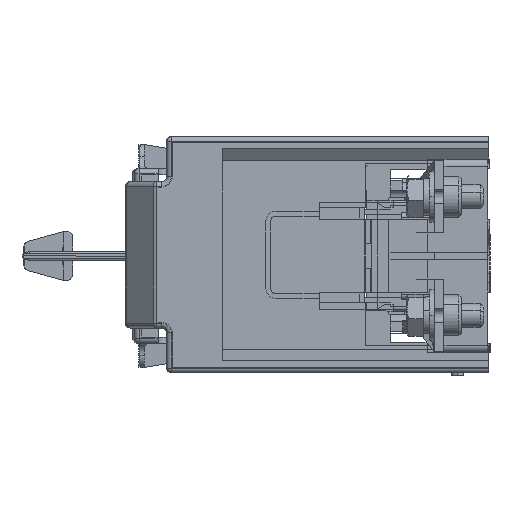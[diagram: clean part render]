
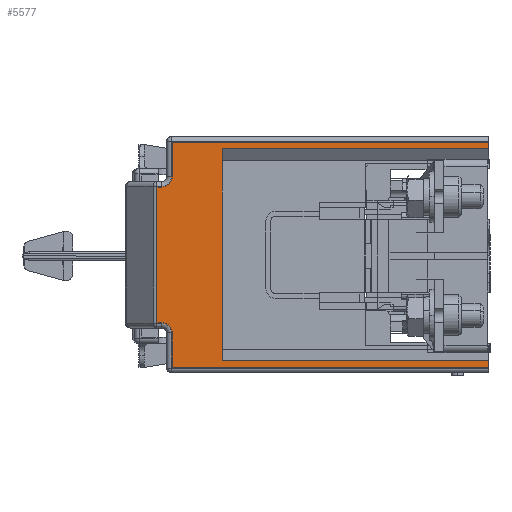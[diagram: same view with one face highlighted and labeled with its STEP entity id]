
A CAD part, left-side view. The second image highlights one B-rep face of the part: STEP entity #5577.
In plain terms, the highlighted planar face has unit normal (-1, 0, 0).
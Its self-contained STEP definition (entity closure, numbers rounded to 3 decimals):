
#1212 = VECTOR ( 'NONE', #85327, 1000. ) ;
#1791 = DIRECTION ( 'NONE',  ( -1., 0., 0. ) ) ;
#2113 = CARTESIAN_POINT ( 'NONE',  ( -63.348, 134.5, 12.25 ) ) ;
#2657 = DIRECTION ( 'NONE',  ( 0., 1., 0. ) ) ;
#3246 = CARTESIAN_POINT ( 'NONE',  ( -63.348, 132.5, 12.25 ) ) ;
#3410 = ORIENTED_EDGE ( 'NONE', *, *, #15897, .T. ) ;
#3558 = ORIENTED_EDGE ( 'NONE', *, *, #82214, .T. ) ;
#5577 = ADVANCED_FACE ( 'NONE', ( #44382 ), #43126, .T. ) ;
#6214 = CARTESIAN_POINT ( 'NONE',  ( -63.348, -0.5, -6.25 ) ) ;
#6529 = EDGE_CURVE ( 'NONE', #7198, #103047, #81746, .T. ) ;
#7198 = VERTEX_POINT ( 'NONE', #123065 ) ;
#10764 = LINE ( 'NONE', #54962, #94589 ) ;
#12043 = LINE ( 'NONE', #3246, #92439 ) ;
#13923 = VERTEX_POINT ( 'NONE', #40228 ) ;
#15897 = EDGE_CURVE ( 'NONE', #95149, #90176, #93437, .T. ) ;
#17540 = VERTEX_POINT ( 'NONE', #59289 ) ;
#20544 = EDGE_LOOP ( 'NONE', ( #51336, #60983, #107294, #47309, #52722, #22129, #30925, #99066, #3410, #27891, #63761, #3558, #135915, #41254 ) ) ;
#21089 = LINE ( 'NONE', #86017, #101484 ) ;
#22129 = ORIENTED_EDGE ( 'NONE', *, *, #36923, .T. ) ;
#22189 = EDGE_CURVE ( 'NONE', #31708, #47832, #56014, .T. ) ;
#22332 = CARTESIAN_POINT ( 'NONE',  ( -63.348, -0.5, 89.25 ) ) ;
#25287 = DIRECTION ( 'NONE',  ( 0., -1., 0. ) ) ;
#27891 = ORIENTED_EDGE ( 'NONE', *, *, #30122, .T. ) ;
#30122 = EDGE_CURVE ( 'NONE', #90176, #103047, #12043, .T. ) ;
#30925 = ORIENTED_EDGE ( 'NONE', *, *, #132389, .F. ) ;
#31052 = DIRECTION ( 'NONE',  ( -1., 0., 0. ) ) ;
#31580 = DIRECTION ( 'NONE',  ( 0., 0., -1. ) ) ;
#31708 = VERTEX_POINT ( 'NONE', #38006 ) ;
#32468 = EDGE_CURVE ( 'NONE', #59424, #95149, #73782, .T. ) ;
#33329 = DIRECTION ( 'NONE',  ( 0., 0., -1. ) ) ;
#35170 = EDGE_CURVE ( 'NONE', #75574, #13923, #61491, .T. ) ;
#36923 = EDGE_CURVE ( 'NONE', #57360, #47386, #73593, .T. ) ;
#37515 = CARTESIAN_POINT ( 'NONE',  ( -63.348, 137.5, 68.75 ) ) ;
#38006 = CARTESIAN_POINT ( 'NONE',  ( -63.348, -0.5, 87.25 ) ) ;
#38521 = CARTESIAN_POINT ( 'NONE',  ( -63.348, 136.672, 12.25 ) ) ;
#40228 = CARTESIAN_POINT ( 'NONE',  ( -63.348, -0.5, -3.25 ) ) ;
#40323 = DIRECTION ( 'NONE',  ( 0., -1., 0. ) ) ;
#41254 = ORIENTED_EDGE ( 'NONE', *, *, #132692, .F. ) ;
#41351 = VERTEX_POINT ( 'NONE', #6214 ) ;
#43126 = PLANE ( 'NONE',  #54726 ) ;
#43555 = CARTESIAN_POINT ( 'NONE',  ( -63.348, 136.672, 68.75 ) ) ;
#44382 = FACE_OUTER_BOUND ( 'NONE', #20544, .T. ) ;
#44592 = VECTOR ( 'NONE', #127223, 1000. ) ;
#44755 = VECTOR ( 'NONE', #135785, 1000. ) ;
#47309 = ORIENTED_EDGE ( 'NONE', *, *, #22189, .F. ) ;
#47386 = VERTEX_POINT ( 'NONE', #107927 ) ;
#47832 = VERTEX_POINT ( 'NONE', #96272 ) ;
#47954 = VERTEX_POINT ( 'NONE', #119694 ) ;
#50341 = VECTOR ( 'NONE', #2657, 1000. ) ;
#51336 = ORIENTED_EDGE ( 'NONE', *, *, #35170, .F. ) ;
#52722 = ORIENTED_EDGE ( 'NONE', *, *, #77512, .T. ) ;
#53626 = VECTOR ( 'NONE', #104479, 1000. ) ;
#54447 = LINE ( 'NONE', #22332, #138132 ) ;
#54726 = AXIS2_PLACEMENT_3D ( 'NONE', #119527, #130469, #65099 ) ;
#54962 = CARTESIAN_POINT ( 'NONE',  ( -63.348, 130.5, -8.25 ) ) ;
#56014 = LINE ( 'NONE', #117876, #1212 ) ;
#57360 = VERTEX_POINT ( 'NONE', #135116 ) ;
#57498 = CARTESIAN_POINT ( 'NONE',  ( -63.348, 134.5, 68.75 ) ) ;
#59289 = CARTESIAN_POINT ( 'NONE',  ( -63.348, 130.5, -6.25 ) ) ;
#59424 = VERTEX_POINT ( 'NONE', #57498 ) ;
#60497 = CARTESIAN_POINT ( 'NONE',  ( -63.348, -0.5, -6.25 ) ) ;
#60983 = ORIENTED_EDGE ( 'NONE', *, *, #82112, .F. ) ;
#61491 = LINE ( 'NONE', #94714, #141708 ) ;
#63761 = ORIENTED_EDGE ( 'NONE', *, *, #6529, .F. ) ;
#65099 = DIRECTION ( 'NONE',  ( 0., 0., 1. ) ) ;
#67379 = CARTESIAN_POINT ( 'NONE',  ( -63.348, 134.5, 72.75 ) ) ;
#67460 = CARTESIAN_POINT ( 'NONE',  ( -63.348, 109.5, -3.25 ) ) ;
#67784 = CARTESIAN_POINT ( 'NONE',  ( -63.348, -0.5, 84.25 ) ) ;
#68901 = AXIS2_PLACEMENT_3D ( 'NONE', #67379, #1791, #78331 ) ;
#69220 = CARTESIAN_POINT ( 'NONE',  ( -63.348, 132.5, 87.25 ) ) ;
#73548 = CARTESIAN_POINT ( 'NONE',  ( -63.348, 136.672, 70.75 ) ) ;
#73593 = LINE ( 'NONE', #94269, #44592 ) ;
#73782 = LINE ( 'NONE', #37515, #44755 ) ;
#74031 = LINE ( 'NONE', #69220, #135471 ) ;
#75574 = VERTEX_POINT ( 'NONE', #67460 ) ;
#77512 = EDGE_CURVE ( 'NONE', #31708, #57360, #74031, .T. ) ;
#78331 = DIRECTION ( 'NONE',  ( 0., 0., 1. ) ) ;
#80185 = DIRECTION ( 'NONE',  ( 0., 1., 0. ) ) ;
#81746 = CIRCLE ( 'NONE', #93199, 4. ) ;
#82112 = EDGE_CURVE ( 'NONE', #47954, #75574, #21089, .T. ) ;
#82214 = EDGE_CURVE ( 'NONE', #7198, #17540, #10764, .T. ) ;
#82681 = LINE ( 'NONE', #60497, #53626 ) ;
#84508 = DIRECTION ( 'NONE',  ( 0., 0., -1. ) ) ;
#85290 = CIRCLE ( 'NONE', #68901, 4. ) ;
#85327 = DIRECTION ( 'NONE',  ( 0., 0., -1. ) ) ;
#86017 = CARTESIAN_POINT ( 'NONE',  ( -63.348, 109.5, -3.25 ) ) ;
#90176 = VERTEX_POINT ( 'NONE', #38521 ) ;
#92439 = VECTOR ( 'NONE', #25287, 1000. ) ;
#93199 = AXIS2_PLACEMENT_3D ( 'NONE', #96437, #31052, #107506 ) ;
#93437 = LINE ( 'NONE', #73548, #115687 ) ;
#94269 = CARTESIAN_POINT ( 'NONE',  ( -63.348, 130.5, 70.75 ) ) ;
#94589 = VECTOR ( 'NONE', #120405, 1000. ) ;
#94714 = CARTESIAN_POINT ( 'NONE',  ( -63.348, -0.5, -3.25 ) ) ;
#95149 = VERTEX_POINT ( 'NONE', #43555 ) ;
#96272 = CARTESIAN_POINT ( 'NONE',  ( -63.348, -0.5, 84.25 ) ) ;
#96437 = CARTESIAN_POINT ( 'NONE',  ( -63.348, 134.5, 8.25 ) ) ;
#97270 = EDGE_CURVE ( 'NONE', #47832, #47954, #108467, .T. ) ;
#99066 = ORIENTED_EDGE ( 'NONE', *, *, #32468, .T. ) ;
#101484 = VECTOR ( 'NONE', #31580, 1000. ) ;
#103047 = VERTEX_POINT ( 'NONE', #2113 ) ;
#104479 = DIRECTION ( 'NONE',  ( 0., -1., 0. ) ) ;
#107294 = ORIENTED_EDGE ( 'NONE', *, *, #97270, .F. ) ;
#107506 = DIRECTION ( 'NONE',  ( 0., 0., 1. ) ) ;
#107927 = CARTESIAN_POINT ( 'NONE',  ( -63.348, 130.5, 72.75 ) ) ;
#108467 = LINE ( 'NONE', #67784, #50341 ) ;
#115687 = VECTOR ( 'NONE', #84508, 1000. ) ;
#117876 = CARTESIAN_POINT ( 'NONE',  ( -63.348, -0.5, 89.25 ) ) ;
#119527 = CARTESIAN_POINT ( 'NONE',  ( -63.348, -0.5, 70.75 ) ) ;
#119694 = CARTESIAN_POINT ( 'NONE',  ( -63.348, 109.5, 84.25 ) ) ;
#120405 = DIRECTION ( 'NONE',  ( 0., 0., -1. ) ) ;
#123065 = CARTESIAN_POINT ( 'NONE',  ( -63.348, 130.5, 8.25 ) ) ;
#127223 = DIRECTION ( 'NONE',  ( 0., 0., -1. ) ) ;
#128706 = EDGE_CURVE ( 'NONE', #17540, #41351, #82681, .T. ) ;
#130469 = DIRECTION ( 'NONE',  ( -1., 0., 0. ) ) ;
#132389 = EDGE_CURVE ( 'NONE', #59424, #47386, #85290, .T. ) ;
#132692 = EDGE_CURVE ( 'NONE', #13923, #41351, #54447, .T. ) ;
#135116 = CARTESIAN_POINT ( 'NONE',  ( -63.348, 130.5, 87.25 ) ) ;
#135471 = VECTOR ( 'NONE', #80185, 1000. ) ;
#135785 = DIRECTION ( 'NONE',  ( 0., 1., 0. ) ) ;
#135915 = ORIENTED_EDGE ( 'NONE', *, *, #128706, .T. ) ;
#138132 = VECTOR ( 'NONE', #33329, 1000. ) ;
#141708 = VECTOR ( 'NONE', #40323, 1000. ) ;
